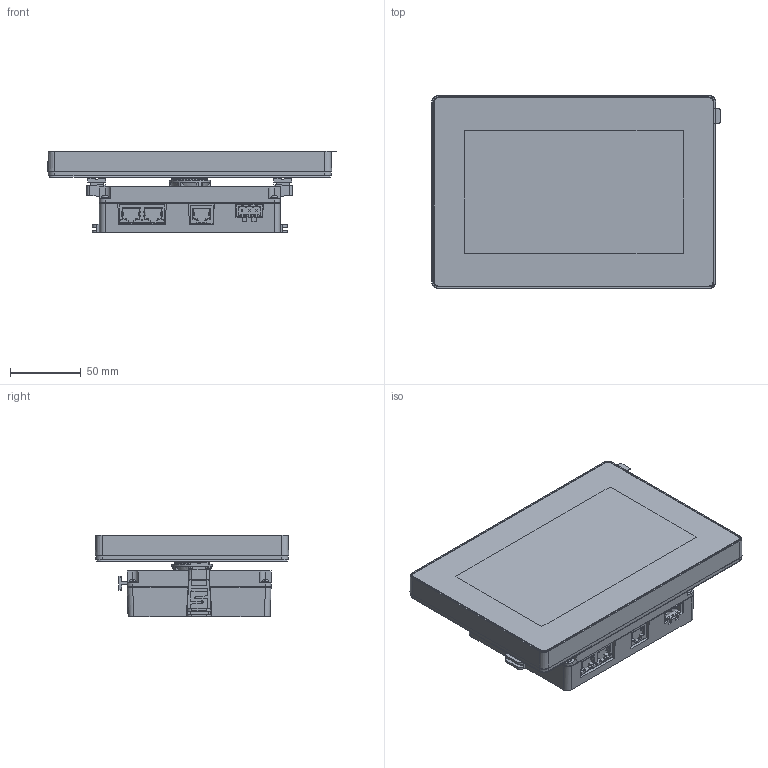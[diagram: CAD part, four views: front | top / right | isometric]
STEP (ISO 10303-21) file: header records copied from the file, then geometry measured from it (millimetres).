
FILE_DESCRIPTION((''),'2;1');
FILE_NAME('MFR7219401_ASM_SE_7_FULL_MODULE_ASM','2020-05-20T10:53:49',('danae.lavaud'),(''),'CREO PARAMETRIC BY PTC INC, 2018260','CREO PARAMETRIC BY PTC INC, 2018260','');
FILE_SCHEMA(('AUTOMOTIVE_DESIGN { 1 0 10303 214 1 1 1 1 }'));
Products named in the file (41): PRT0006_1_1_1_2_3_1; PRT0007_2_1_1_2_1; SIMPLIFIED_ASM_1_ASM_1_1_2_ASM__ASM; MFR4097901_ASM_SE_4_3_FRONT_M_2_ASM; MFR7577101_1_1_1_1; MFR4179401_1_1_1_1; PRT0005_1_1_2_1; PRT0006_1_1_2_1_1; PRT0006_1_1_2_2_1; PRT0006_1_1_2_ASM_1_ASM; SIMPLIFIED_ASM_1_1_2_ASM_1_ASM; ASM0002_ASM_1_ASM; MFR6004601_1_1_1_1_1_1; PRT0005_3_1_1_1_1_1; PRT0005_3_2_1_1_1_1; PRT0005_3_ASM_1_ASM_1_ASM_1_ASM_ASM; PRT0006_3_1_1_1_1; PRT0007_1_1_1_1_1_1; PRT0007_1_2_1_1_1_1; PRT0007_1_3_1_1_1_1; PRT0007_1_4_1_1_1_1; PRT0007_1_ASM_1_ASM_1_ASM_1_ASM_ASM; PRT0008_1_1_1_1_1_1; PRT0008_1_2_1_1_1_1; PRT0008_1_ASM_1_ASM_1_ASM_1_ASM_ASM; PRT0009_2_1_1_1_1; SIMPLIFIED_ASM_3_ASM_1_ASM_1_AS_ASM; HUA20681_COPY_1_1_1_1_1; C-6368214-8-A-3D_COPY_1_1_1_1_1; HUA19867_MIG17_1_1_1_1_1; BBV5932501_1_1_1_1_1; AURORA_MICROB_1_1_1_1_1; 1CNR005385_MIG17_1_1_1_1_1; PRT0005_1_1_1_1_1; AU2_22_REAR_MODULE_PCB_ASM_1__1_ASM; PRT0006_1_1_1_1_1; PRT0006_1_2_1_1_1; PRT0006_1_ASM_1_ASM_1_ASM_1_ASM; ASM0002_ASM_1_ASM_1_ASM_1_ASM_1_ASM; SIMPLIFIED_ASM_1_ASM ...
Assembly tree (40 placements, depth 7):
  MFR7219401_ASM_SE_7_FULL_MODULE_ASM
    SIMPLIFIED_ASM_1_ASM
      ASM0002_ASM_1_ASM
        SIMPLIFIED_ASM_1_1_2_ASM_1_ASM
          MFR4097901_ASM_SE_4_3_FRONT_M_2_ASM
            SIMPLIFIED_ASM_1_ASM_1_1_2_ASM__ASM
              PRT0006_1_1_1_2_3_1
              PRT0007_2_1_1_2_1
          MFR7577101_1_1_1_1
          MFR4179401_1_1_1_1
          PRT0005_1_1_2_1
          PRT0006_1_1_2_ASM_1_ASM
            PRT0006_1_1_2_1_1
            PRT0006_1_1_2_2_1
      ASM0002_ASM_1_ASM_1_ASM_1_ASM_1_ASM
        SIMPLIFIED_ASM_3_ASM_1_ASM_1_AS_ASM
          MFR6004601_1_1_1_1_1_1
          PRT0005_3_ASM_1_ASM_1_ASM_1_ASM_ASM
            PRT0005_3_1_1_1_1_1
            PRT0005_3_2_1_1_1_1
          PRT0006_3_1_1_1_1
          PRT0007_1_ASM_1_ASM_1_ASM_1_ASM_ASM
            PRT0007_1_1_1_1_1_1
            PRT0007_1_2_1_1_1_1
            PRT0007_1_3_1_1_1_1
            PRT0007_1_4_1_1_1_1
          PRT0008_1_ASM_1_ASM_1_ASM_1_ASM_ASM
            PRT0008_1_1_1_1_1_1
            PRT0008_1_2_1_1_1_1
          PRT0009_2_1_1_1_1
        AU2_22_REAR_MODULE_PCB_ASM_1__1_ASM
          HUA20681_COPY_1_1_1_1_1
          C-6368214-8-A-3D_COPY_1_1_1_1_1
          HUA19867_MIG17_1_1_1_1_1
          BBV5932501_1_1_1_1_1
          AURORA_MICROB_1_1_1_1_1
          1CNR005385_MIG17_1_1_1_1_1
          PRT0005_1_1_1_1_1
        PRT0006_1_ASM_1_ASM_1_ASM_1_ASM
          PRT0006_1_1_1_1_1
          PRT0006_1_2_1_1_1
Bounding box: 204.38 x 137.16 x 57.93 mm (x, y, z)
Volume: 892184.5 mm3; surface area: 338895.4 mm2
Topology: 27 solids, 28 shells, 3287 faces, 9060 edges, 5911 vertices
Faces by surface type: plane 2654, cylinder 517, cone 60, extrusion 24, bspline 20, torus 12
Entity records: 108632 total; most frequent: CARTESIAN_POINT 22177, ORIENTED_EDGE 18120, DIRECTION 16815, EDGE_CURVE 9060, VECTOR 6887, LINE 6863, VERTEX_POINT 5911, AXIS2_PLACEMENT_3D 4964
